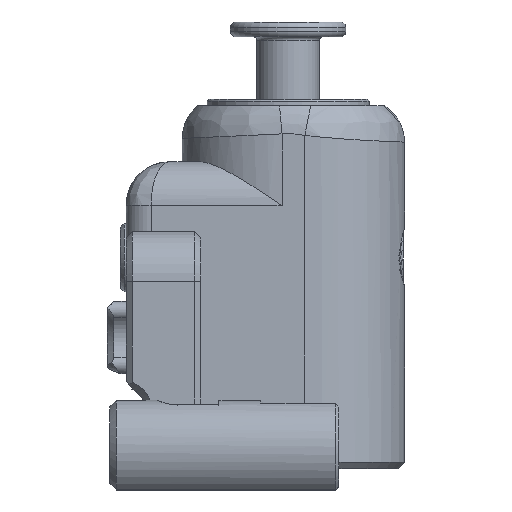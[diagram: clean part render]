
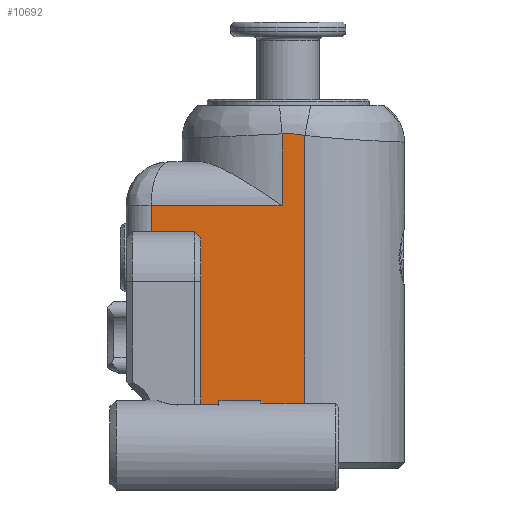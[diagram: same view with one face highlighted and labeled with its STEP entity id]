
A CAD part, left-side view. The second image highlights one B-rep face of the part: STEP entity #10692.
In plain terms, the highlighted planar face has unit normal (-1, 0, 0).
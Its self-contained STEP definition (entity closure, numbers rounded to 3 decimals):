
#1048=FACE_OUTER_BOUND('',#1704,.T.);
#1704=EDGE_LOOP('',(#7696,#7697,#7698,#7699,#7700,#7701,#7702,#7703,#7704));
#2348=B_SPLINE_CURVE_WITH_KNOTS('',3,(#17326,#17327,#17328,#17329),
 .UNSPECIFIED.,.F.,.F.,(4,4),(4.391,4.575),
 .UNSPECIFIED.);
#3025=LINE('',#15730,#3648);
#3079=LINE('',#17291,#3702);
#3080=LINE('',#17294,#3703);
#3081=LINE('',#17297,#3704);
#3082=LINE('',#17309,#3705);
#3083=LINE('',#17331,#3706);
#3084=LINE('',#17333,#3707);
#3090=LINE('',#17343,#3713);
#3648=VECTOR('',#12594,10.);
#3702=VECTOR('',#12822,10.);
#3703=VECTOR('',#12827,2.);
#3704=VECTOR('',#12830,10.);
#3705=VECTOR('',#12833,10.);
#3706=VECTOR('',#12836,8.);
#3707=VECTOR('',#12839,10.);
#3713=VECTOR('',#12853,10.);
#4324=VERTEX_POINT('',#15726);
#4326=VERTEX_POINT('',#15729);
#4387=VERTEX_POINT('',#16969);
#4390=VERTEX_POINT('',#17071);
#4392=VERTEX_POINT('',#17127);
#4398=VERTEX_POINT('',#17270);
#4400=VERTEX_POINT('',#17288);
#4401=VERTEX_POINT('',#17290);
#4402=VERTEX_POINT('',#17296);
#5481=EDGE_CURVE('',#4326,#4324,#3025,.T.);
#5612=EDGE_CURVE('',#4401,#4400,#3079,.T.);
#5614=EDGE_CURVE('',#4401,#4387,#3080,.T.);
#5615=EDGE_CURVE('',#4387,#4402,#3081,.T.);
#5617=EDGE_CURVE('',#4402,#4390,#3082,.T.);
#5618=EDGE_CURVE('',#4390,#4392,#2348,.T.);
#5619=EDGE_CURVE('',#4398,#4392,#3083,.T.);
#5620=EDGE_CURVE('',#4398,#4324,#3084,.T.);
#5626=EDGE_CURVE('',#4326,#4400,#3090,.F.);
#7696=ORIENTED_EDGE('',*,*,#5620,.F.);
#7697=ORIENTED_EDGE('',*,*,#5619,.T.);
#7698=ORIENTED_EDGE('',*,*,#5618,.F.);
#7699=ORIENTED_EDGE('',*,*,#5617,.F.);
#7700=ORIENTED_EDGE('',*,*,#5615,.F.);
#7701=ORIENTED_EDGE('',*,*,#5614,.F.);
#7702=ORIENTED_EDGE('',*,*,#5612,.T.);
#7703=ORIENTED_EDGE('',*,*,#5626,.F.);
#7704=ORIENTED_EDGE('',*,*,#5481,.T.);
#10361=PLANE('',#11509);
#10692=ADVANCED_FACE('',(#1048),#10361,.T.);
#11509=AXIS2_PLACEMENT_3D('',#17344,#12854,#12855);
#12594=DIRECTION('',(0.,0.,-1.));
#12822=DIRECTION('',(0.,-1.,0.));
#12827=DIRECTION('',(0.,0.,1.));
#12830=DIRECTION('',(0.,-1.,0.));
#12833=DIRECTION('',(0.,0.,1.));
#12836=DIRECTION('',(0.,0.,1.));
#12839=DIRECTION('',(0.,1.,0.));
#12853=DIRECTION('',(0.,-0.707,-0.707));
#12854=DIRECTION('center_axis',(-1.,0.,0.));
#12855=DIRECTION('ref_axis',(0.,0.,
-1.));
#15726=CARTESIAN_POINT('',(-168.396,11.289,-15.523));
#15729=CARTESIAN_POINT('',(-168.396,11.289,2.477));
#15730=CARTESIAN_POINT('',(-168.396,11.289,-1.923));
#16969=CARTESIAN_POINT('',(-168.396,15.289,5.077));
#17071=CARTESIAN_POINT('',(-168.396,4.789,10.816));
#17127=CARTESIAN_POINT('',(-168.396,2.965,10.691));
#17270=CARTESIAN_POINT('',(-168.396,2.965,-15.523));
#17288=CARTESIAN_POINT('',(-168.396,11.789,2.977));
#17290=CARTESIAN_POINT('',(-168.396,15.289,2.977));
#17291=CARTESIAN_POINT('',(-168.396,11.289,2.977));
#17294=CARTESIAN_POINT('',(-168.396,15.289,-4.247));
#17296=CARTESIAN_POINT('',(-168.396,4.789,5.077));
#17297=CARTESIAN_POINT('',(-168.396,5.714,5.077));
#17309=CARTESIAN_POINT('',(-168.396,4.789,5.327));
#17326=CARTESIAN_POINT('Ctrl Pts',(-168.396,4.789,10.816));
#17327=CARTESIAN_POINT('Ctrl Pts',(-168.396,4.181,10.869));
#17328=CARTESIAN_POINT('Ctrl Pts',(-168.396,3.565,10.811));
#17329=CARTESIAN_POINT('Ctrl Pts',(-168.396,2.965,10.691));
#17331=CARTESIAN_POINT('',(-168.396,2.965,-6.923));
#17333=CARTESIAN_POINT('',(-168.396,-0.818,-15.523));
#17343=CARTESIAN_POINT('',(-168.396,8.567,-0.245));
#17344=CARTESIAN_POINT('Origin',(-168.396,5.3,-2.923));
